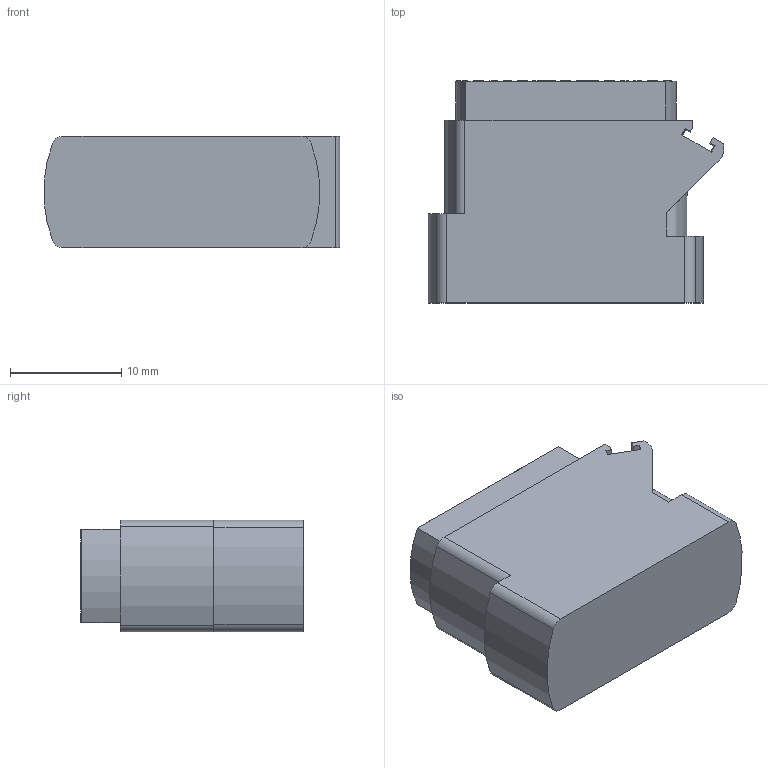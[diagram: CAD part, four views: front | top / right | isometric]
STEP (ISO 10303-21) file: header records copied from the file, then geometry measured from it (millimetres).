
FILE_DESCRIPTION((''),'2;1');
FILE_NAME('00111520502','2020-02-07T',('presta_be4'),(''),'CREO PARAMETRIC BY PTC INC, 2018360','CREO PARAMETRIC BY PTC INC, 2018360','');
FILE_SCHEMA(('CONFIG_CONTROL_DESIGN'));
Products named in the file (1): 00111520502
Bounding box: 26.57 x 19.95 x 10 mm (x, y, z)
Volume: 3400.4 mm3; surface area: 5433.1 mm2
Topology: 1 solids, 1 shells, 1795 faces, 4732 edges, 3004 vertices
Faces by surface type: plane 810, cylinder 361, torus 324, cone 300
Entity records: 63479 total; most frequent: CARTESIAN_POINT 19389, ORIENTED_EDGE 9424, DIRECTION 9142, EDGE_CURVE 4712, AXIS2_PLACEMENT_3D 3602, VERTEX_POINT 3004, EDGE_LOOP 1960, VECTOR 1938
